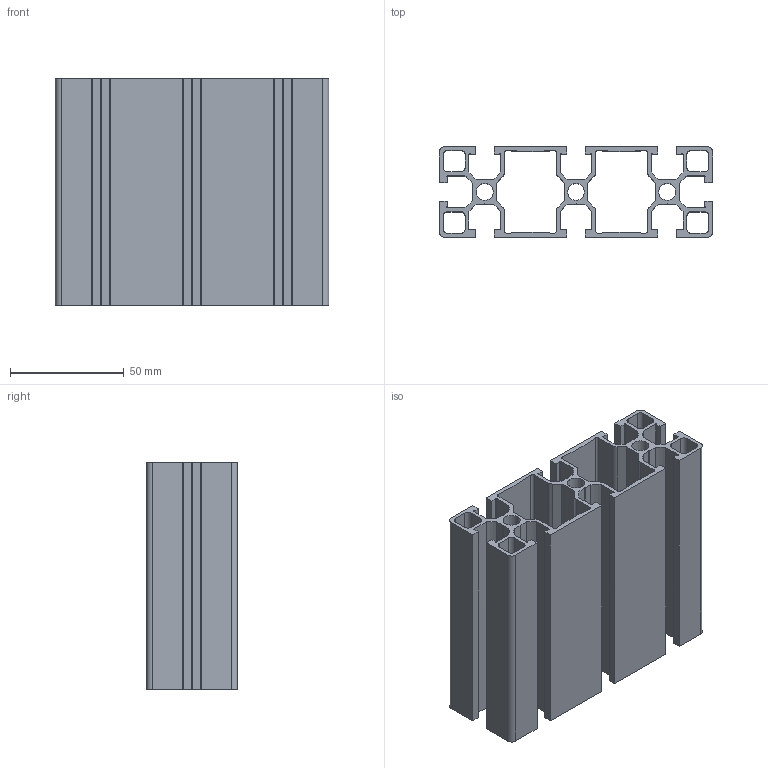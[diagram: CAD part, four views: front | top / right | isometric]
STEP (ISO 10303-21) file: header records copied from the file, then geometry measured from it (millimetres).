
FILE_DESCRIPTION(/* description */ ('PROF.ALL. 40X120 8C GOLA SERIE 45'),/* implementation_level */ '2;1');
FILE_NAME(/* name */ 'BPRDD0000627.stp',/* time_stamp */ '2018-02-23T11:39:52+01:00',/* author */ ('fzagni'),/* organization */ (''),/* preprocessor_version */ 'ST-DEVELOPER v16.1',/* originating_system */ 'Autodesk Inventor 2016',/* authorisation */ '');
FILE_SCHEMA (('AUTOMOTIVE_DESIGN { 1 0 10303 214 3 1 1 }'));
Length unit declared in the file: millimetre
Products named in the file (1): BPRDD0000627
Bounding box: 120 x 40 x 100 mm (x, y, z)
Volume: 112401.9 mm3; surface area: 109200.2 mm2
Topology: 1 solids, 1 shells, 205 faces, 609 edges, 406 vertices
Faces by surface type: plane 130, cylinder 75
Full cylindrical faces by diameter (mm): 7.47 x3
Entity records: 6918 total; most frequent: CARTESIAN_POINT 1218, ORIENTED_EDGE 1212, DIRECTION 1168, EDGE_CURVE 606, LINE 456, VECTOR 456, VERTEX_POINT 406, AXIS2_PLACEMENT_3D 356
